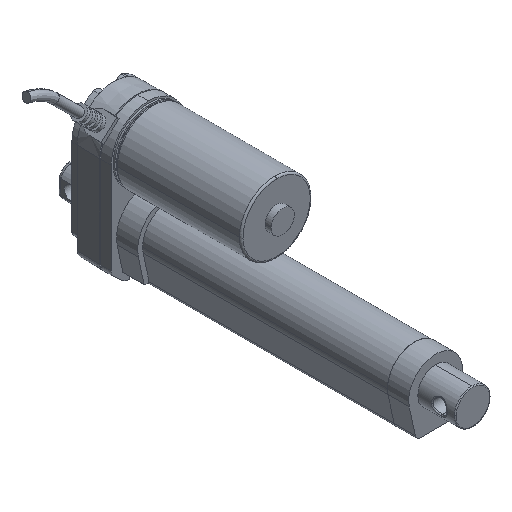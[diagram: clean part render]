
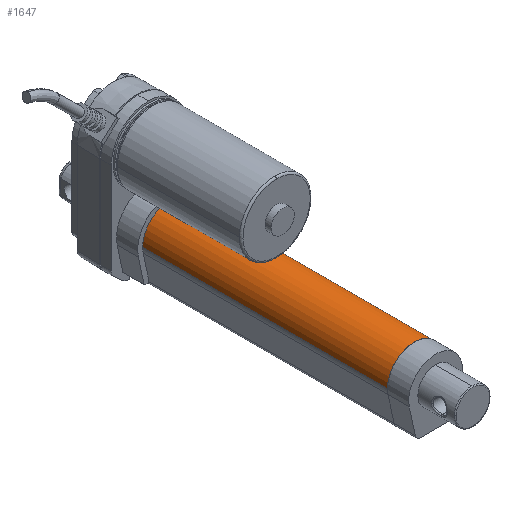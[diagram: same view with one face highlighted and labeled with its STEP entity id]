
A CAD part, isometric view. The second image highlights one B-rep face of the part: STEP entity #1647.
In plain terms, the highlighted cylindrical face has radius 15.25 mm (diameter 30.5 mm), a partial arc.
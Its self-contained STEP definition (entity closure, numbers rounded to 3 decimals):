
#1181 = CYLINDRICAL_SURFACE ( 'NONE', #1296, 15.25 ) ;
#1276 = AXIS2_PLACEMENT_3D ( 'NONE', #7628, #7629, #7630 ) ;
#1296 = AXIS2_PLACEMENT_3D ( 'NONE', #7154, #7164, #7165 ) ;
#1301 = FACE_OUTER_BOUND ( 'NONE', #1875, .T. ) ;
#1647 = ADVANCED_FACE ( 'NONE', ( #1301 ), #1181, .T. ) ;
#1777 = EDGE_CURVE ( 'NONE', #5006, #5005, #5644, .T. ) ;
#1796 = EDGE_CURVE ( 'NONE', #5004, #5003, #5643, .T. ) ;
#1798 = EDGE_CURVE ( 'NONE', #5005, #5004, #7694, .T. ) ;
#1825 = EDGE_CURVE ( 'NONE', #5006, #5003, #7828, .T. ) ;
#1875 = EDGE_LOOP ( 'NONE', ( #4728, #4725, #4726, #4724 ) ) ;
#4000 = VECTOR ( 'NONE', #7830, 1000. ) ;
#4060 = AXIS2_PLACEMENT_3D ( 'NONE', #7687, #7688, #7689 ) ;
#4067 = VECTOR ( 'NONE', #7696, 1000. ) ;
#4724 = ORIENTED_EDGE ( 'NONE', *, *, #1825, .F. ) ;
#4725 = ORIENTED_EDGE ( 'NONE', *, *, #1798, .T. ) ;
#4726 = ORIENTED_EDGE ( 'NONE', *, *, #1796, .T. ) ;
#4728 = ORIENTED_EDGE ( 'NONE', *, *, #1777, .T. ) ;
#5003 = VERTEX_POINT ( 'NONE', #8545 ) ;
#5004 = VERTEX_POINT ( 'NONE', #8546 ) ;
#5005 = VERTEX_POINT ( 'NONE', #8547 ) ;
#5006 = VERTEX_POINT ( 'NONE', #8548 ) ;
#5643 = CIRCLE ( 'NONE', #4060, 15.25 ) ;
#5644 = CIRCLE ( 'NONE', #1276, 15.25 ) ;
#7154 = CARTESIAN_POINT ( 'NONE',  ( 0., -6., -17. ) ) ;
#7164 = DIRECTION ( 'NONE',  ( 0., -1., 0. ) ) ;
#7165 = DIRECTION ( 'NONE',  ( 1., 0., 0. ) ) ;
#7628 = CARTESIAN_POINT ( 'NONE',  ( 0., -6., -17. ) ) ;
#7629 = DIRECTION ( 'NONE',  ( 0., -1., 0. ) ) ;
#7630 = DIRECTION ( 'NONE',  ( 1., 0., 0. ) ) ;
#7687 = CARTESIAN_POINT ( 'NONE',  ( 0., -157., -17. ) ) ;
#7688 = DIRECTION ( 'NONE',  ( 0., 1., 0. ) ) ;
#7689 = DIRECTION ( 'NONE',  ( 1., 0., 0. ) ) ;
#7694 = LINE ( 'NONE', #7695, #4067 ) ;
#7695 = CARTESIAN_POINT ( 'NONE',  ( -15.25, -6., -17. ) ) ;
#7696 = DIRECTION ( 'NONE',  ( 0., -1., 0. ) ) ;
#7828 = LINE ( 'NONE', #7829, #4000 ) ;
#7829 = CARTESIAN_POINT ( 'NONE',  ( 15.25, -6., -17. ) ) ;
#7830 = DIRECTION ( 'NONE',  ( 0., -1., 0. ) ) ;
#8545 = CARTESIAN_POINT ( 'NONE',  ( 15.25, -157., -17. ) ) ;
#8546 = CARTESIAN_POINT ( 'NONE',  ( -15.25, -157., -17. ) ) ;
#8547 = CARTESIAN_POINT ( 'NONE',  ( -15.25, -6., -17. ) ) ;
#8548 = CARTESIAN_POINT ( 'NONE',  ( 15.25, -6., -17. ) ) ;
